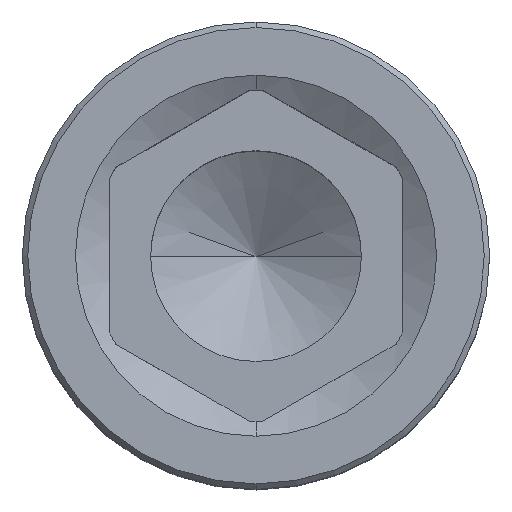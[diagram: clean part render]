
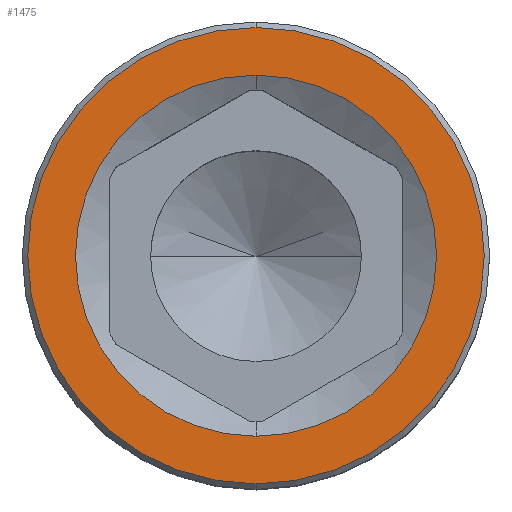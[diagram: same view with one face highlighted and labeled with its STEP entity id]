
A CAD part, top view. The second image highlights one B-rep face of the part: STEP entity #1475.
In plain terms, the highlighted planar face has unit normal (0, 0, 1).
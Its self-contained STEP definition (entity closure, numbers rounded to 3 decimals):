
#85=CARTESIAN_POINT('',(0.,0.,150.));
#86=DIRECTION('',(0.,0.,-1.));
#87=DIRECTION('',(0.,1.,0.));
#88=AXIS2_PLACEMENT_3D('',#85,#86,#87);
#90=CARTESIAN_POINT('',(0.,0.,150.));
#91=DIRECTION('',(0.,0.,-1.));
#92=DIRECTION('',(0.,-1.,0.));
#93=AXIS2_PLACEMENT_3D('',#90,#91,#92);
#95=CARTESIAN_POINT('',(0.,0.,150.));
#96=DIRECTION('',(0.,0.,1.));
#97=DIRECTION('',(0.,-1.,0.));
#98=AXIS2_PLACEMENT_3D('',#95,#96,#97);
#100=CARTESIAN_POINT('',(0.,0.,150.));
#101=DIRECTION('',(0.,0.,1.));
#102=DIRECTION('',(0.,1.,0.));
#103=AXIS2_PLACEMENT_3D('',#100,#101,#102);
#1206=CARTESIAN_POINT('',(0.,9.85,150.));
#1207=CARTESIAN_POINT('',(0.,-9.85,150.));
#1208=VERTEX_POINT('',#1206);
#1209=VERTEX_POINT('',#1207);
#1210=CARTESIAN_POINT('',(0.,-12.45,150.));
#1211=CARTESIAN_POINT('',(0.,12.45,150.));
#1212=VERTEX_POINT('',#1210);
#1213=VERTEX_POINT('',#1211);
#1459=CARTESIAN_POINT('',(0.,0.,150.));
#1460=DIRECTION('',(0.,0.,1.));
#1461=DIRECTION('',(0.,1.,0.));
#1462=AXIS2_PLACEMENT_3D('',#1459,#1460,#1461);
#1463=PLANE('',#1462);
#1464=ORIENTED_EDGE('',*,*,#1449,.F.);
#1466=ORIENTED_EDGE('',*,*,#1465,.F.);
#1467=EDGE_LOOP('',(#1464,#1466));
#1468=FACE_OUTER_BOUND('',#1467,.F.);
#1470=ORIENTED_EDGE('',*,*,#1469,.F.);
#1472=ORIENTED_EDGE('',*,*,#1471,.F.);
#1473=EDGE_LOOP('',(#1470,#1472));
#1474=FACE_BOUND('',#1473,.F.);
#1475=ADVANCED_FACE('',(#1468,#1474),#1463,.T.);
#89=CIRCLE('',#88,9.85);
#94=CIRCLE('',#93,9.85);
#99=CIRCLE('',#98,12.45);
#104=CIRCLE('',#103,12.45);
#1449=EDGE_CURVE('',#1212,#1213,#99,.T.);
#1465=EDGE_CURVE('',#1213,#1212,#104,.T.);
#1469=EDGE_CURVE('',#1208,#1209,#89,.T.);
#1471=EDGE_CURVE('',#1209,#1208,#94,.T.);
